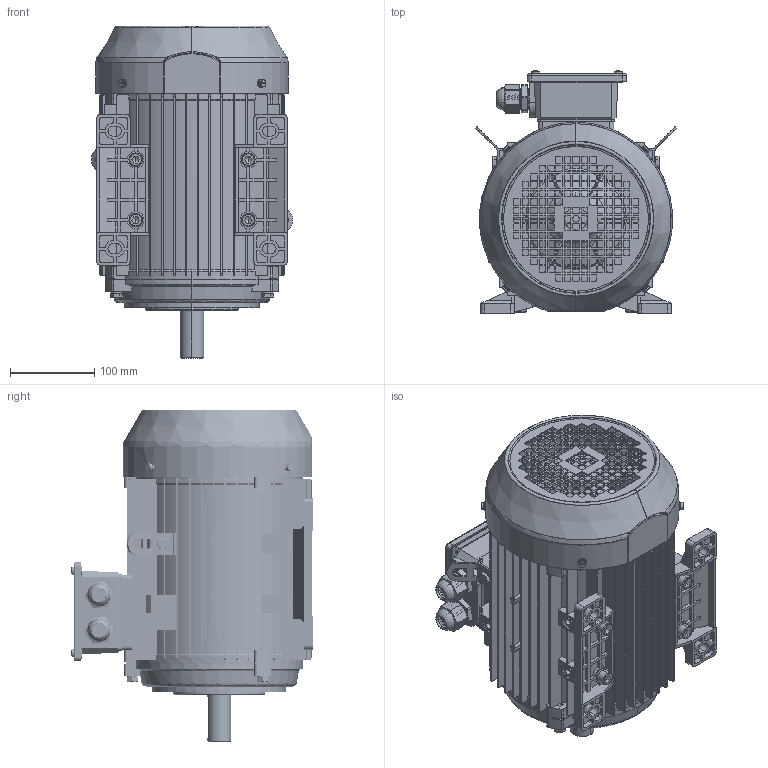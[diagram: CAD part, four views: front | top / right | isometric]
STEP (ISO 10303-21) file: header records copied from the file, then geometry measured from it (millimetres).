
FILE_DESCRIPTION (( 'STEP AP203' ), '1' );
FILE_NAME ('JL3-112-B34A.step', '2018-12-14T08:50:50', ( '' ), ( '' ), 'SwSTEP 2.0', 'SolidWorks 2018', '' );
FILE_SCHEMA (( 'CONFIG_CONTROL_DESIGN' ));
Length unit declared in the file: millimetre
Products named in the file (1): JL3-112-B34A
Bounding box: 239.33 x 288.65 x 395 mm (x, y, z)
Volume: 2743923.8 mm3; surface area: 1265062.4 mm2
Topology: 59 solids, 59 shells, 4589 faces, 12536 edges, 8127 vertices
Faces by surface type: plane 1981, cylinder 1866, bspline 470, cone 244, torus 20, sphere 8
Entity records: 184761 total; most frequent: CARTESIAN_POINT 68984, ORIENTED_EDGE 24928, DIRECTION 23572, EDGE_CURVE 12464, AXIS2_PLACEMENT_3D 8466, VERTEX_POINT 8123, LINE 6640, VECTOR 6640
